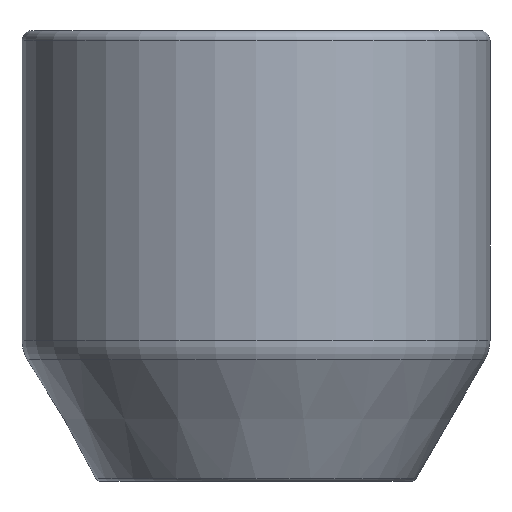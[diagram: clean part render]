
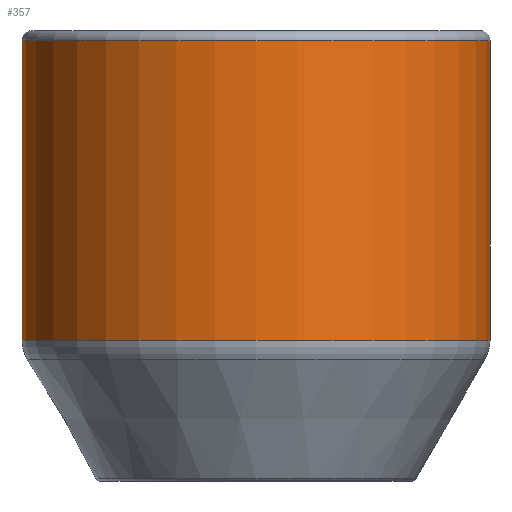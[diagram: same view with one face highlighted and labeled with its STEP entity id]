
A CAD part, front view. The second image highlights one B-rep face of the part: STEP entity #357.
In plain terms, the highlighted cylindrical face has radius 12 mm (diameter 24 mm), a full revolution.
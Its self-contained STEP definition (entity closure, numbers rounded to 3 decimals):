
#57=ORIENTED_EDGE('',*,*,#85,.T.);
#58=ORIENTED_EDGE('',*,*,#84,.F.);
#84=EDGE_CURVE('',#103,#103,#122,.T.);
#85=EDGE_CURVE('',#104,#104,#123,.T.);
#103=VERTEX_POINT('',#525);
#104=VERTEX_POINT('',#528);
#122=CIRCLE('',#394,12.);
#123=CIRCLE('',#396,12.);
#152=EDGE_LOOP('',(#57));
#153=EDGE_LOOP('',(#58));
#190=FACE_BOUND('',#152,.T.);
#191=FACE_BOUND('',#153,.T.);
#208=CYLINDRICAL_SURFACE('',#395,12.);
#357=ADVANCED_FACE('',(#190,#191),#208,.T.);
#394=AXIS2_PLACEMENT_3D('',#524,#459,#460);
#395=AXIS2_PLACEMENT_3D('',#526,#461,#462);
#396=AXIS2_PLACEMENT_3D('',#527,#463,#464);
#459=DIRECTION('',(0.,0.,1.));
#460=DIRECTION('',(1.,0.,0.));
#461=DIRECTION('',(0.,0.,1.));
#462=DIRECTION('',(1.,0.,0.));
#463=DIRECTION('',(0.,0.,1.));
#464=DIRECTION('',(1.,0.,0.));
#524=CARTESIAN_POINT('',(0.,0.,22.6));
#525=CARTESIAN_POINT('',(12.,0.,22.6));
#526=CARTESIAN_POINT('',(0.,0.,60.));
#527=CARTESIAN_POINT('',(0.,0.,7.231));
#528=CARTESIAN_POINT('',(12.,0.,7.231));
